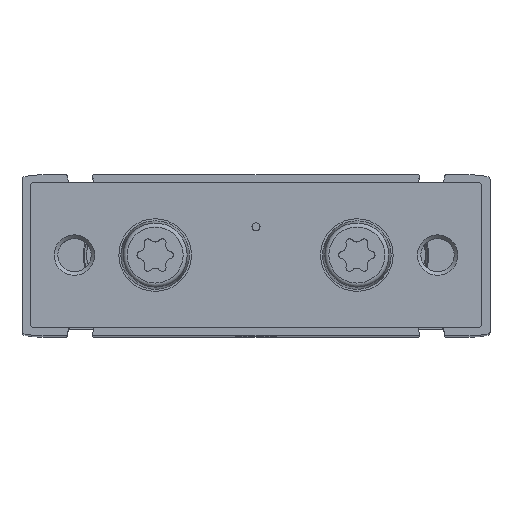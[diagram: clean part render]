
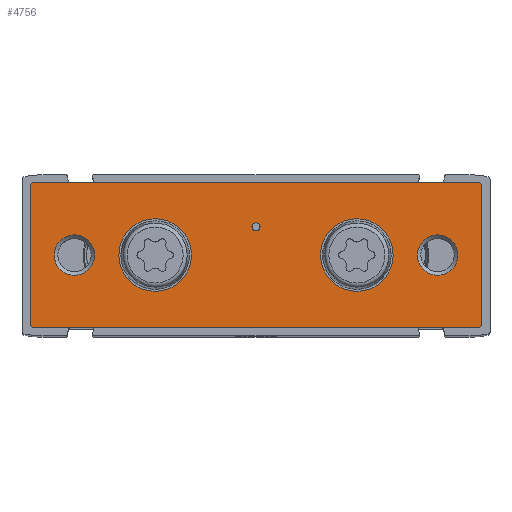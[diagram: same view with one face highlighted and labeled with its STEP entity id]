
A CAD part, top view. The second image highlights one B-rep face of the part: STEP entity #4756.
In plain terms, the highlighted planar face has unit normal (0, 0, 1).
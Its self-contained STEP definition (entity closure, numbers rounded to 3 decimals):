
#415=LINE('',#9021,#645);
#420=LINE('',#9035,#650);
#424=LINE('',#9051,#654);
#428=LINE('',#9063,#658);
#645=VECTOR('',#7365,1000.);
#650=VECTOR('',#7378,1000.);
#654=VECTOR('',#7394,1000.);
#658=VECTOR('',#7406,1000.);
#1371=ORIENTED_EDGE('',*,*,#2329,.T.);
#1372=ORIENTED_EDGE('',*,*,#2330,.T.);
#1373=ORIENTED_EDGE('',*,*,#2331,.T.);
#1374=ORIENTED_EDGE('',*,*,#2332,.T.);
#1375=ORIENTED_EDGE('',*,*,#2333,.T.);
#1376=ORIENTED_EDGE('',*,*,#2305,.T.);
#1377=ORIENTED_EDGE('',*,*,#2309,.T.);
#1378=ORIENTED_EDGE('',*,*,#2312,.T.);
#1379=ORIENTED_EDGE('',*,*,#2315,.T.);
#1380=ORIENTED_EDGE('',*,*,#2320,.T.);
#1381=ORIENTED_EDGE('',*,*,#2323,.T.);
#1382=ORIENTED_EDGE('',*,*,#2326,.T.);
#1383=ORIENTED_EDGE('',*,*,#2328,.T.);
#2305=EDGE_CURVE('',#2861,#2860,#415,.T.);
#2309=EDGE_CURVE('',#2860,#2863,#3265,.T.);
#2312=EDGE_CURVE('',#2863,#2865,#420,.T.);
#2315=EDGE_CURVE('',#2865,#2867,#3267,.T.);
#2320=EDGE_CURVE('',#2867,#2871,#424,.T.);
#2323=EDGE_CURVE('',#2871,#2873,#3271,.T.);
#2326=EDGE_CURVE('',#2873,#2875,#428,.T.);
#2328=EDGE_CURVE('',#2875,#2861,#3273,.T.);
#2329=EDGE_CURVE('',#2876,#2876,#3274,.T.);
#2330=EDGE_CURVE('',#2877,#2877,#3275,.T.);
#2331=EDGE_CURVE('',#2878,#2878,#3276,.T.);
#2332=EDGE_CURVE('',#2879,#2879,#3277,.T.);
#2333=EDGE_CURVE('',#2880,#2880,#3278,.T.);
#2860=VERTEX_POINT('',#9020);
#2861=VERTEX_POINT('',#9022);
#2863=VERTEX_POINT('',#9028);
#2865=VERTEX_POINT('',#9034);
#2867=VERTEX_POINT('',#9040);
#2871=VERTEX_POINT('',#9050);
#2873=VERTEX_POINT('',#9056);
#2875=VERTEX_POINT('',#9062);
#2876=VERTEX_POINT('',#9069);
#2877=VERTEX_POINT('',#9071);
#2878=VERTEX_POINT('',#9073);
#2879=VERTEX_POINT('',#9075);
#2880=VERTEX_POINT('',#9077);
#3265=CIRCLE('',#6228,0.5);
#3267=CIRCLE('',#6232,0.5);
#3271=CIRCLE('',#6238,0.5);
#3273=CIRCLE('',#6242,0.5);
#3274=CIRCLE('',#6244,4.5);
#3275=CIRCLE('',#6245,4.5);
#3276=CIRCLE('',#6246,0.5);
#3277=CIRCLE('',#6247,2.5);
#3278=CIRCLE('',#6248,2.5);
#3681=EDGE_LOOP('',(#1371));
#3682=EDGE_LOOP('',(#1372));
#3683=EDGE_LOOP('',(#1373));
#3684=EDGE_LOOP('',(#1374));
#3685=EDGE_LOOP('',(#1375));
#3686=EDGE_LOOP('',(#1376,#1377,#1378,#1379,#1380,#1381,#1382,#1383));
#4209=FACE_BOUND('',#3681,.T.);
#4210=FACE_BOUND('',#3682,.T.);
#4211=FACE_BOUND('',#3683,.T.);
#4212=FACE_BOUND('',#3684,.T.);
#4213=FACE_BOUND('',#3685,.T.);
#4214=FACE_BOUND('',#3686,.T.);
#4534=PLANE('',#6243);
#4756=ADVANCED_FACE('',(#4209,#4210,#4211,#4212,#4213,#4214),#4534,.T.);
#6228=AXIS2_PLACEMENT_3D('',#9029,#7372,#7373);
#6232=AXIS2_PLACEMENT_3D('',#9041,#7384,#7385);
#6238=AXIS2_PLACEMENT_3D('',#9057,#7400,#7401);
#6242=AXIS2_PLACEMENT_3D('',#9066,#7411,#7412);
#6243=AXIS2_PLACEMENT_3D('',#9067,#7413,#7414);
#6244=AXIS2_PLACEMENT_3D('',#9068,#7415,#7416);
#6245=AXIS2_PLACEMENT_3D('',#9070,#7417,#7418);
#6246=AXIS2_PLACEMENT_3D('',#9072,#7419,#7420);
#6247=AXIS2_PLACEMENT_3D('',#9074,#7421,#7422);
#6248=AXIS2_PLACEMENT_3D('',#9076,#7423,#7424);
#7365=DIRECTION('',(0.,-1.,0.));
#7372=DIRECTION('',(0.,0.,1.));
#7373=DIRECTION('',(1.,0.,0.));
#7378=DIRECTION('',(1.,0.,0.));
#7384=DIRECTION('',(0.,0.,1.));
#7385=DIRECTION('',(1.,0.,0.));
#7394=DIRECTION('',(0.,1.,0.));
#7400=DIRECTION('',(0.,0.,1.));
#7401=DIRECTION('',(1.,0.,0.));
#7406=DIRECTION('',(-1.,0.,0.));
#7411=DIRECTION('',(0.,0.,1.));
#7412=DIRECTION('',(1.,0.,0.));
#7413=DIRECTION('',(0.,0.,1.));
#7414=DIRECTION('',(1.,0.,0.));
#7415=DIRECTION('',(0.,0.,-1.));
#7416=DIRECTION('',(-1.,0.,0.));
#7417=DIRECTION('',(0.,0.,-1.));
#7418=DIRECTION('',(-1.,0.,0.));
#7419=DIRECTION('',(0.,0.,-1.));
#7420=DIRECTION('',(-1.,0.,0.));
#7421=DIRECTION('',(0.,0.,-1.));
#7422=DIRECTION('',(-1.,0.,0.));
#7423=DIRECTION('',(0.,0.,-1.));
#7424=DIRECTION('',(-1.,0.,0.));
#9020=CARTESIAN_POINT('',(-9.,-27.5,10.));
#9021=CARTESIAN_POINT('',(-9.,27.5,10.));
#9022=CARTESIAN_POINT('',(-9.,27.5,10.));
#9028=CARTESIAN_POINT('',(-8.5,-28.,10.));
#9029=CARTESIAN_POINT('',(-8.5,-27.5,10.));
#9034=CARTESIAN_POINT('',(8.5,-28.,10.));
#9035=CARTESIAN_POINT('',(-8.5,-28.,10.));
#9040=CARTESIAN_POINT('',(9.,-27.5,10.));
#9041=CARTESIAN_POINT('',(8.5,-27.5,10.));
#9050=CARTESIAN_POINT('',(9.,27.5,10.));
#9051=CARTESIAN_POINT('',(9.,-27.5,10.));
#9056=CARTESIAN_POINT('',(8.5,28.,10.));
#9057=CARTESIAN_POINT('',(8.5,27.5,10.));
#9062=CARTESIAN_POINT('',(-8.5,28.,10.));
#9063=CARTESIAN_POINT('',(8.5,28.,10.));
#9066=CARTESIAN_POINT('',(-8.5,27.5,10.));
#9067=CARTESIAN_POINT('',(-8.5,-27.5,10.));
#9068=CARTESIAN_POINT('',(0.,-12.5,10.));
#9069=CARTESIAN_POINT('',(-4.5,-12.5,10.));
#9070=CARTESIAN_POINT('',(0.,12.5,10.));
#9071=CARTESIAN_POINT('',(-4.5,12.5,10.));
#9072=CARTESIAN_POINT('',(3.5,0.,10.));
#9073=CARTESIAN_POINT('',(3.,0.,10.));
#9074=CARTESIAN_POINT('',(0.,-22.5,10.));
#9075=CARTESIAN_POINT('',(-2.5,-22.5,10.));
#9076=CARTESIAN_POINT('',(0.,22.5,10.));
#9077=CARTESIAN_POINT('',(-2.5,22.5,10.));
